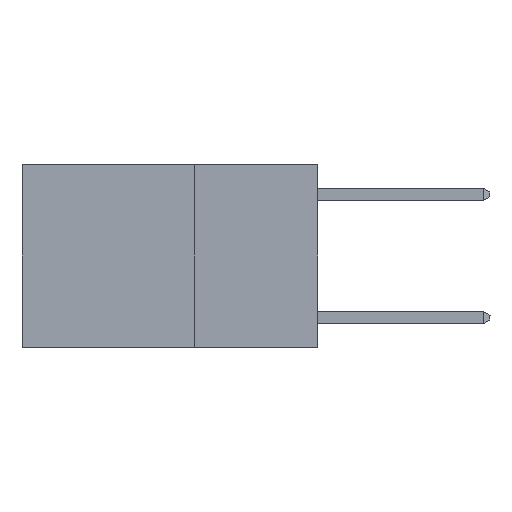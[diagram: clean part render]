
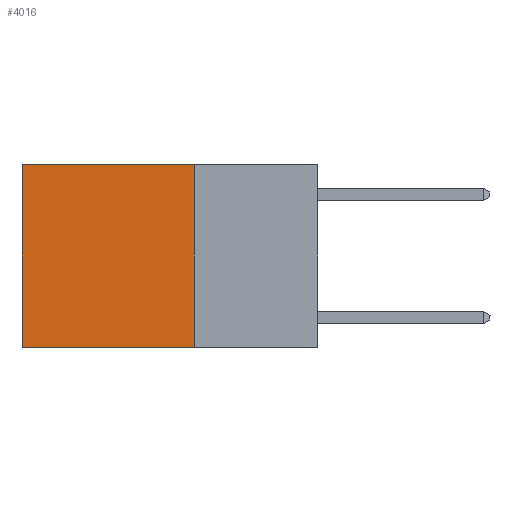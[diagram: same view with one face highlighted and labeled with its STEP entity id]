
A CAD part, left-side view. The second image highlights one B-rep face of the part: STEP entity #4016.
In plain terms, the highlighted planar face has unit normal (-1, 0, 0).
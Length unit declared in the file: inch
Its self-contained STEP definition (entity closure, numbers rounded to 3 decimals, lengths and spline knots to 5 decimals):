
#1403 = VECTOR ( 'NONE', #13738, 39.37008 ) ;
#4016 = ADVANCED_FACE ( 'NONE', ( #15996 ), #7988, .F. ) ;
#4549 = ORIENTED_EDGE ( 'NONE', *, *, #22064, .F. ) ;
#4763 = AXIS2_PLACEMENT_3D ( 'NONE', #5835, #12129, #20254 ) ;
#5517 = DIRECTION ( 'NONE',  ( 0., 0., -1. ) ) ;
#5835 = CARTESIAN_POINT ( 'NONE',  ( 0.2625, 0.25, 0. ) ) ;
#6114 = EDGE_CURVE ( 'NONE', #10102, #7364, #16457, .T. ) ;
#6260 = DIRECTION ( 'NONE',  ( 0., 1., 0. ) ) ;
#6900 = EDGE_CURVE ( 'NONE', #10102, #9216, #14126, .T. ) ;
#7025 = ORIENTED_EDGE ( 'NONE', *, *, #6900, .F. ) ;
#7364 = VERTEX_POINT ( 'NONE', #15443 ) ;
#7988 = PLANE ( 'NONE',  #4763 ) ;
#9216 = VERTEX_POINT ( 'NONE', #20381 ) ;
#10102 = VERTEX_POINT ( 'NONE', #11918 ) ;
#10580 = DIRECTION ( 'NONE',  ( 0., 1., 0. ) ) ;
#11588 = VECTOR ( 'NONE', #6260, 39.37008 ) ;
#11918 = CARTESIAN_POINT ( 'NONE',  ( 0.2625, 0.25, 0. ) ) ;
#12129 = DIRECTION ( 'NONE',  ( 1., 0., 0. ) ) ;
#12218 = EDGE_LOOP ( 'NONE', ( #22468, #4549, #7025, #19377 ) ) ;
#12558 = LINE ( 'NONE', #22803, #11588 ) ;
#13738 = DIRECTION ( 'NONE',  ( 0., 0., -1. ) ) ;
#13750 = VECTOR ( 'NONE', #10580, 39.37008 ) ;
#14126 = LINE ( 'NONE', #22249, #1403 ) ;
#15019 = LINE ( 'NONE', #22065, #16140 ) ;
#15201 = EDGE_CURVE ( 'NONE', #7364, #20700, #15019, .T. ) ;
#15443 = CARTESIAN_POINT ( 'NONE',  ( 0.2625, 0.6, 0. ) ) ;
#15996 = FACE_OUTER_BOUND ( 'NONE', #12218, .T. ) ;
#16140 = VECTOR ( 'NONE', #5517, 39.37008 ) ;
#16457 = LINE ( 'NONE', #18592, #13750 ) ;
#18592 = CARTESIAN_POINT ( 'NONE',  ( 0.2625, 0.25, 0. ) ) ;
#19377 = ORIENTED_EDGE ( 'NONE', *, *, #6114, .T. ) ;
#19996 = CARTESIAN_POINT ( 'NONE',  ( 0.2625, 0.6, -0.37 ) ) ;
#20254 = DIRECTION ( 'NONE',  ( 0., 0., -1. ) ) ;
#20381 = CARTESIAN_POINT ( 'NONE',  ( 0.2625, 0.25, -0.37 ) ) ;
#20700 = VERTEX_POINT ( 'NONE', #19996 ) ;
#22064 = EDGE_CURVE ( 'NONE', #9216, #20700, #12558, .T. ) ;
#22065 = CARTESIAN_POINT ( 'NONE',  ( 0.2625, 0.6, 0. ) ) ;
#22249 = CARTESIAN_POINT ( 'NONE',  ( 0.2625, 0.25, 0. ) ) ;
#22468 = ORIENTED_EDGE ( 'NONE', *, *, #15201, .T. ) ;
#22803 = CARTESIAN_POINT ( 'NONE',  ( 0.2625, 0.25, -0.37 ) ) ;
